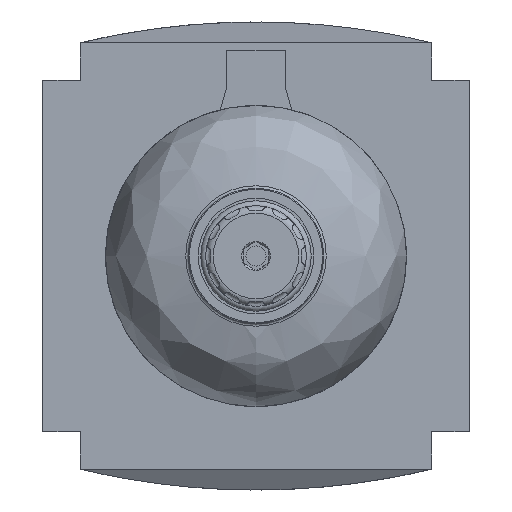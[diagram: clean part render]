
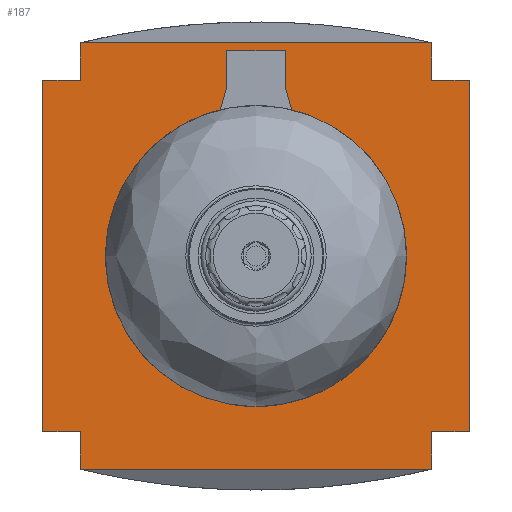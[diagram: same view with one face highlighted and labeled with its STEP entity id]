
A CAD part, front view. The second image highlights one B-rep face of the part: STEP entity #187.
In plain terms, the highlighted planar face has unit normal (0, -1, 0).
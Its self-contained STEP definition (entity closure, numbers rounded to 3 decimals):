
#187 = ADVANCED_FACE( '', ( #571 ), #572, .F. );
#571 = FACE_OUTER_BOUND( '', #1337, .T. );
#572 = PLANE( '', #1338 );
#1337 = EDGE_LOOP( '', ( #2298, #2299, #2300, #2301, #2302, #2303, #2304, #2305, #2306, #2307, #2308, #2309 ) );
#1338 = AXIS2_PLACEMENT_3D( '', #2310, #2311, #2312 );
#2298 = ORIENTED_EDGE( '', *, *, #5110, .F. );
#2299 = ORIENTED_EDGE( '', *, *, #5143, .F. );
#2300 = ORIENTED_EDGE( '', *, *, #5144, .F. );
#2301 = ORIENTED_EDGE( '', *, *, #5145, .T. );
#2302 = ORIENTED_EDGE( '', *, *, #5104, .F. );
#2303 = ORIENTED_EDGE( '', *, *, #5146, .T. );
#2304 = ORIENTED_EDGE( '', *, *, #5032, .F. );
#2305 = ORIENTED_EDGE( '', *, *, #5147, .T. );
#2306 = ORIENTED_EDGE( '', *, *, #5148, .T. );
#2307 = ORIENTED_EDGE( '', *, *, #5149, .F. );
#2308 = ORIENTED_EDGE( '', *, *, #5124, .F. );
#2309 = ORIENTED_EDGE( '', *, *, #5150, .T. );
#2310 = CARTESIAN_POINT( '', ( 0., -51., -103.36 ) );
#2311 = DIRECTION( '', ( 0., 1., 0. ) );
#2312 = DIRECTION( '', ( 0., 0., 1. ) );
#5032 = EDGE_CURVE( '', #5969, #5949, #5971, .T. );
#5104 = EDGE_CURVE( '', #5945, #6106, #6107, .T. );
#5110 = EDGE_CURVE( '', #6115, #6118, #6119, .T. );
#5124 = EDGE_CURVE( '', #6144, #6132, #6146, .T. );
#5143 = EDGE_CURVE( '', #6177, #6115, #6178, .T. );
#5144 = EDGE_CURVE( '', #6179, #6177, #6180, .T. );
#5145 = EDGE_CURVE( '', #6179, #6106, #6181, .T. );
#5146 = EDGE_CURVE( '', #5945, #5949, #6182, .T. );
#5147 = EDGE_CURVE( '', #5969, #6183, #6184, .T. );
#5148 = EDGE_CURVE( '', #6183, #6185, #6186, .T. );
#5149 = EDGE_CURVE( '', #6132, #6185, #6187, .T. );
#5150 = EDGE_CURVE( '', #6144, #6118, #6188, .T. );
#5945 = VERTEX_POINT( '', #7487 );
#5949 = VERTEX_POINT( '', #7492 );
#5969 = VERTEX_POINT( '', #7519 );
#5971 = LINE( '', #7522, #7523 );
#6106 = VERTEX_POINT( '', #7707 );
#6107 = LINE( '', #7708, #7709 );
#6115 = VERTEX_POINT( '', #7721 );
#6118 = VERTEX_POINT( '', #7725 );
#6119 = LINE( '', #7726, #7727 );
#6132 = VERTEX_POINT( '', #7746 );
#6144 = VERTEX_POINT( '', #7764 );
#6146 = LINE( '', #7767, #7768 );
#6177 = VERTEX_POINT( '', #7813 );
#6178 = LINE( '', #7814, #7815 );
#6179 = VERTEX_POINT( '', #7816 );
#6180 = LINE( '', #7817, #7818 );
#6181 = LINE( '', #7819, #7820 );
#6182 = LINE( '', #7821, #7822 );
#6183 = VERTEX_POINT( '', #7823 );
#6184 = LINE( '', #7824, #7825 );
#6185 = VERTEX_POINT( '', #7826 );
#6186 = LINE( '', #7827, #7828 );
#6187 = LINE( '', #7829, #7830 );
#6188 = LINE( '', #7831, #7832 );
#7487 = CARTESIAN_POINT( '', ( 35., -51., 42.5 ) );
#7492 = CARTESIAN_POINT( '', ( -35., -51., 42.5 ) );
#7519 = CARTESIAN_POINT( '', ( -35., -51., 35. ) );
#7522 = CARTESIAN_POINT( '', ( -35., -51., -42.5 ) );
#7523 = VECTOR( '', #10491, 1000. );
#7707 = CARTESIAN_POINT( '', ( 35., -51., 35. ) );
#7708 = CARTESIAN_POINT( '', ( 35., -51., 42.5 ) );
#7709 = VECTOR( '', #10607, 1000. );
#7721 = CARTESIAN_POINT( '', ( 35., -51., -35. ) );
#7725 = CARTESIAN_POINT( '', ( 35., -51., -42.5 ) );
#7726 = CARTESIAN_POINT( '', ( 35., -51., 42.5 ) );
#7727 = VECTOR( '', #10613, 1000. );
#7746 = CARTESIAN_POINT( '', ( -35., -51., -35. ) );
#7764 = CARTESIAN_POINT( '', ( -35., -51., -42.5 ) );
#7767 = CARTESIAN_POINT( '', ( -35., -51., -42.5 ) );
#7768 = VECTOR( '', #10627, 1000. );
#7813 = CARTESIAN_POINT( '', ( 42.5, -51., -35. ) );
#7814 = CARTESIAN_POINT( '', ( 42.5, -51., -35. ) );
#7815 = VECTOR( '', #10654, 1000. );
#7816 = CARTESIAN_POINT( '', ( 42.5, -51., 35. ) );
#7817 = CARTESIAN_POINT( '', ( 42.5, -51., 35. ) );
#7818 = VECTOR( '', #10655, 1000. );
#7819 = CARTESIAN_POINT( '', ( 42.5, -51., 35. ) );
#7820 = VECTOR( '', #10656, 1000. );
#7821 = CARTESIAN_POINT( '', ( 0., -51., 42.5 ) );
#7822 = VECTOR( '', #10657, 1000. );
#7823 = CARTESIAN_POINT( '', ( -42.5, -51., 35. ) );
#7824 = CARTESIAN_POINT( '', ( 42.5, -51., 35. ) );
#7825 = VECTOR( '', #10658, 1000. );
#7826 = CARTESIAN_POINT( '', ( -42.5, -51., -35. ) );
#7827 = CARTESIAN_POINT( '', ( -42.5, -51., 35. ) );
#7828 = VECTOR( '', #10659, 1000. );
#7829 = CARTESIAN_POINT( '', ( 42.5, -51., -35. ) );
#7830 = VECTOR( '', #10660, 1000. );
#7831 = CARTESIAN_POINT( '', ( 0., -51., -42.5 ) );
#7832 = VECTOR( '', #10661, 1000. );
#10491 = DIRECTION( '', ( 0., 0., 1. ) );
#10607 = DIRECTION( '', ( 0., 0., -1. ) );
#10613 = DIRECTION( '', ( 0., 0., -1. ) );
#10627 = DIRECTION( '', ( 0., 0., 1. ) );
#10654 = DIRECTION( '', ( -1., 0., 0. ) );
#10655 = DIRECTION( '', ( 0., 0., -1. ) );
#10656 = DIRECTION( '', ( -1., 0., 0. ) );
#10657 = DIRECTION( '', ( -1., 0., 0. ) );
#10658 = DIRECTION( '', ( -1., 0., 0. ) );
#10659 = DIRECTION( '', ( 0., 0., -1. ) );
#10660 = DIRECTION( '', ( -1., 0., 0. ) );
#10661 = DIRECTION( '', ( 1., 0., 0. ) );
